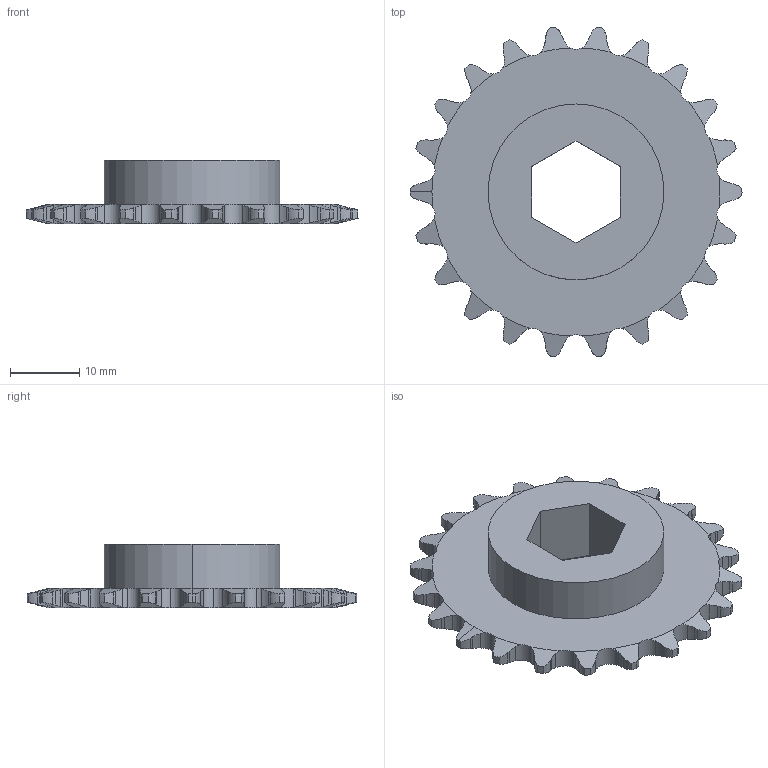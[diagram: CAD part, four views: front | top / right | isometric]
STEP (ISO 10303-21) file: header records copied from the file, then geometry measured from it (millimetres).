
FILE_DESCRIPTION (( 'STEP AP214' ), '1' );
FILE_NAME ('_22t_Aluminum_Hub_Sprocket_25_Chain_1_2_Hex_Bore_217-2640.STEP', '2019-03-19T02:27:41', ( '' ), ( '' ), 'SwSTEP 2.0', 'SolidWorks 2018', '' );
FILE_SCHEMA (( 'AUTOMOTIVE_DESIGN' ));
Length unit declared in the file: inch
Products named in the file (1): _22t_Aluminum_Hub_Sprocket_25_Chain_1_2_Hex_Bore_217-2640
Bounding box: 47.96 x 47.59 x 9.18 mm (x, y, z)
Volume: 6111.1 mm3; surface area: 4169.2 mm2
Topology: 1 solids, 1 shells, 246 faces, 728 edges, 485 vertices
Faces by surface type: cylinder 147, plane 53, cone 46
Entity records: 8773 total; most frequent: CARTESIAN_POINT 2732, ORIENTED_EDGE 1456, DIRECTION 1003, EDGE_CURVE 728, VERTEX_POINT 485, AXIS2_PLACEMENT_3D 396, B_SPLINE_CURVE_WITH_KNOTS 368, EDGE_LOOP 249
